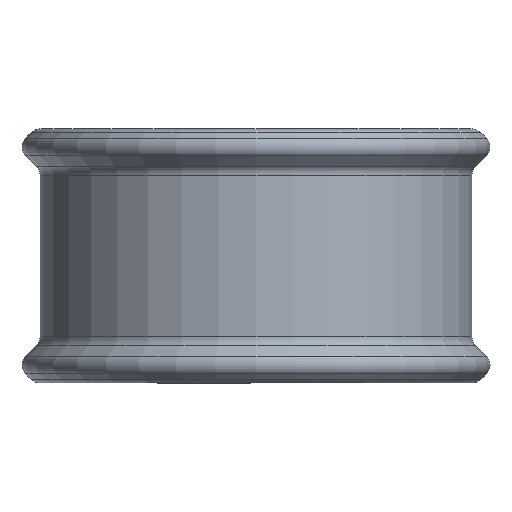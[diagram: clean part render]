
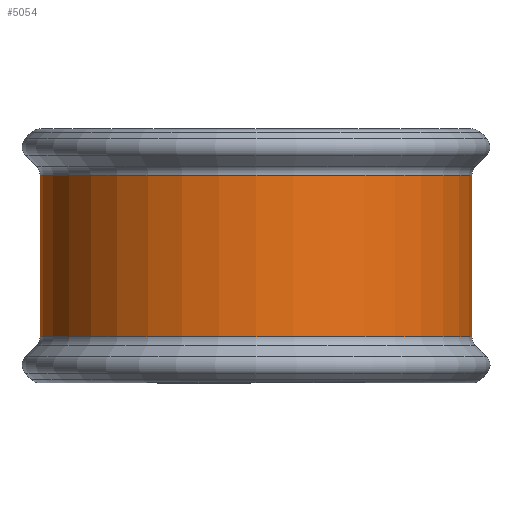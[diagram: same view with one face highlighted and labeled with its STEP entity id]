
A CAD part, front view. The second image highlights one B-rep face of the part: STEP entity #5054.
In plain terms, the highlighted cylindrical face has radius 13.297 mm (diameter 26.594 mm), a partial arc.
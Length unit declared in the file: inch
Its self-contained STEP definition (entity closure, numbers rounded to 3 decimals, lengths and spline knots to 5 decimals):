
#90 = CARTESIAN_POINT ( 'NONE',  ( -0.055, -0.875, 0.19579 ) ) ;
#362 = CARTESIAN_POINT ( 'NONE',  ( 0.4685, -0.3515, 0.19579 ) ) ;
#618 = AXIS2_PLACEMENT_3D ( 'NONE', #5412, #2612, #5890 ) ;
#669 = DIRECTION ( 'NONE',  ( -1., 0., 0. ) ) ;
#677 = CARTESIAN_POINT ( 'NONE',  ( -0.055, -0.875, 0.19579 ) ) ;
#829 = EDGE_LOOP ( 'NONE', ( #3730, #3566, #4711, #4222 ) ) ;
#884 = VERTEX_POINT ( 'NONE', #3279 ) ;
#950 = AXIS2_PLACEMENT_3D ( 'NONE', #3544, #3040, #669 ) ;
#957 = DIRECTION ( 'NONE',  ( 0., 0., -1. ) ) ;
#1050 = EDGE_CURVE ( 'NONE', #5202, #884, #5958, .T. ) ;
#1169 = VERTEX_POINT ( 'NONE', #90 ) ;
#1464 = CYLINDRICAL_SURFACE ( 'NONE', #950, 0.5235 ) ;
#2496 = VERTEX_POINT ( 'NONE', #362 ) ;
#2593 = VECTOR ( 'NONE', #4019, 39.37008 ) ;
#2612 = DIRECTION ( 'NONE',  ( 0., 0., -1. ) ) ;
#2742 = CIRCLE ( 'NONE', #618, 0.5235 ) ;
#3040 = DIRECTION ( 'NONE',  ( 0., 0., -1. ) ) ;
#3164 = CARTESIAN_POINT ( 'NONE',  ( 0.4685, -0.3515, 0.19579 ) ) ;
#3279 = CARTESIAN_POINT ( 'NONE',  ( -0.055, -0.875, -0.19579 ) ) ;
#3544 = CARTESIAN_POINT ( 'NONE',  ( 0.4685, -0.875, 0. ) ) ;
#3566 = ORIENTED_EDGE ( 'NONE', *, *, #5055, .T. ) ;
#3730 = ORIENTED_EDGE ( 'NONE', *, *, #5163, .T. ) ;
#3811 = CARTESIAN_POINT ( 'NONE',  ( 0.4685, -0.875, -0.19579 ) ) ;
#3848 = LINE ( 'NONE', #677, #2593 ) ;
#3914 = LINE ( 'NONE', #3164, #4062 ) ;
#4019 = DIRECTION ( 'NONE',  ( 0., 0., 1. ) ) ;
#4062 = VECTOR ( 'NONE', #4093, 39.37008 ) ;
#4093 = DIRECTION ( 'NONE',  ( 0., 0., 1. ) ) ;
#4222 = ORIENTED_EDGE ( 'NONE', *, *, #1050, .F. ) ;
#4261 = DIRECTION ( 'NONE',  ( -1., 0., 0. ) ) ;
#4571 = EDGE_CURVE ( 'NONE', #884, #1169, #3848, .T. ) ;
#4711 = ORIENTED_EDGE ( 'NONE', *, *, #4571, .F. ) ;
#5000 = AXIS2_PLACEMENT_3D ( 'NONE', #3811, #957, #4261 ) ;
#5054 = ADVANCED_FACE ( 'NONE', ( #5971 ), #1464, .T. ) ;
#5055 = EDGE_CURVE ( 'NONE', #2496, #1169, #2742, .T. ) ;
#5163 = EDGE_CURVE ( 'NONE', #5202, #2496, #3914, .T. ) ;
#5202 = VERTEX_POINT ( 'NONE', #6000 ) ;
#5412 = CARTESIAN_POINT ( 'NONE',  ( 0.4685, -0.875, 0.19579 ) ) ;
#5890 = DIRECTION ( 'NONE',  ( -1., 0., 0. ) ) ;
#5958 = CIRCLE ( 'NONE', #5000, 0.5235 ) ;
#5971 = FACE_OUTER_BOUND ( 'NONE', #829, .T. ) ;
#6000 = CARTESIAN_POINT ( 'NONE',  ( 0.4685, -0.3515, -0.19579 ) ) ;
